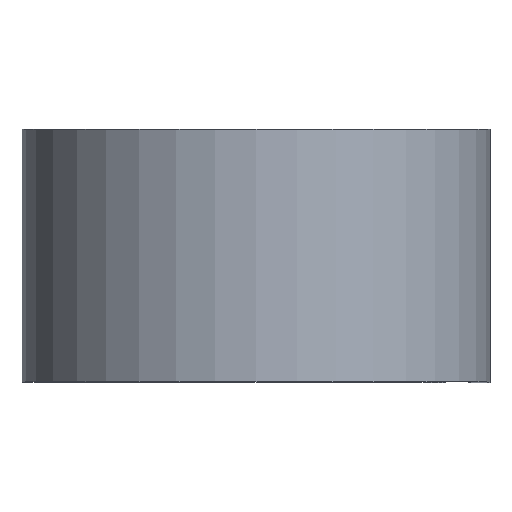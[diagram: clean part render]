
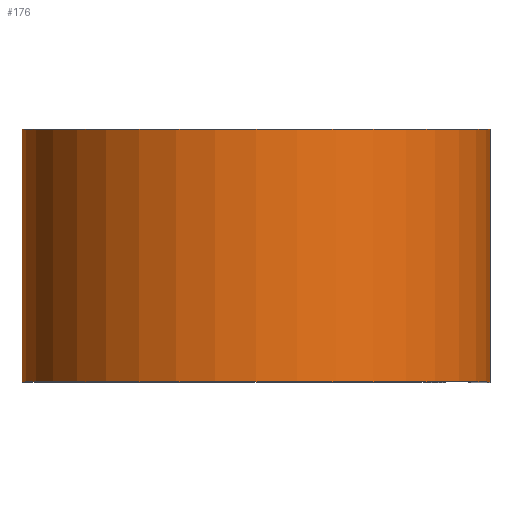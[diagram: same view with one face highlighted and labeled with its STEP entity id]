
A CAD part, top view. The second image highlights one B-rep face of the part: STEP entity #176.
In plain terms, the highlighted cylindrical face has radius 14.707 mm (diameter 29.413 mm), a partial arc.
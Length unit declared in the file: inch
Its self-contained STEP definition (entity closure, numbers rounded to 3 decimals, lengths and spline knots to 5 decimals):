
#15 = AXIS2_PLACEMENT_3D ( 'NONE', #281, #224, #250 ) ;
#18 = CARTESIAN_POINT ( 'NONE',  ( 0., 0.3125, -0.579 ) ) ;
#20 = CARTESIAN_POINT ( 'NONE',  ( 0.579, 0.3125, 0. ) ) ;
#34 = CARTESIAN_POINT ( 'NONE',  ( 0., 0.3125, 0. ) ) ;
#39 = LINE ( 'NONE', #18, #641 ) ;
#70 = DIRECTION ( 'NONE',  ( 0., -1., 0. ) ) ;
#71 = CARTESIAN_POINT ( 'NONE',  ( 0.579, -0.3125, 0. ) ) ;
#74 = DIRECTION ( 'NONE',  ( 0., -1., 0. ) ) ;
#99 = CARTESIAN_POINT ( 'NONE',  ( 0.579, 0.3125, 0. ) ) ;
#121 = CIRCLE ( 'NONE', #15, 0.579 ) ;
#158 = EDGE_CURVE ( 'NONE', #221, #316, #556, .T. ) ;
#161 = CIRCLE ( 'NONE', #310, 0.579 ) ;
#171 = CARTESIAN_POINT ( 'NONE',  ( 0., 0.3125, 0. ) ) ;
#176 = ADVANCED_FACE ( 'NONE', ( #570 ), #304, .T. ) ;
#221 = VERTEX_POINT ( 'NONE', #20 ) ;
#224 = DIRECTION ( 'NONE',  ( 0., 1., 0. ) ) ;
#226 = CARTESIAN_POINT ( 'NONE',  ( 0., -0.3125, -0.579 ) ) ;
#228 = EDGE_CURVE ( 'NONE', #396, #286, #39, .T. ) ;
#230 = AXIS2_PLACEMENT_3D ( 'NONE', #34, #74, #462 ) ;
#246 = ORIENTED_EDGE ( 'NONE', *, *, #228, .T. ) ;
#250 = DIRECTION ( 'NONE',  ( 1., 0., 0. ) ) ;
#258 = DIRECTION ( 'NONE',  ( 1., 0., 0. ) ) ;
#262 = EDGE_CURVE ( 'NONE', #396, #221, #161, .T. ) ;
#264 = DIRECTION ( 'NONE',  ( 0., 1., 0. ) ) ;
#281 = CARTESIAN_POINT ( 'NONE',  ( 0., -0.3125, 0. ) ) ;
#286 = VERTEX_POINT ( 'NONE', #226 ) ;
#304 = CYLINDRICAL_SURFACE ( 'NONE', #230, 0.579 ) ;
#310 = AXIS2_PLACEMENT_3D ( 'NONE', #171, #264, #258 ) ;
#316 = VERTEX_POINT ( 'NONE', #71 ) ;
#363 = EDGE_LOOP ( 'NONE', ( #735, #543, #513, #246 ) ) ;
#380 = DIRECTION ( 'NONE',  ( 0., -1., 0. ) ) ;
#396 = VERTEX_POINT ( 'NONE', #401 ) ;
#399 = EDGE_CURVE ( 'NONE', #286, #316, #121, .T. ) ;
#401 = CARTESIAN_POINT ( 'NONE',  ( 0., 0.3125, -0.579 ) ) ;
#462 = DIRECTION ( 'NONE',  ( 0., 0., -1. ) ) ;
#513 = ORIENTED_EDGE ( 'NONE', *, *, #262, .F. ) ;
#543 = ORIENTED_EDGE ( 'NONE', *, *, #158, .F. ) ;
#556 = LINE ( 'NONE', #99, #568 ) ;
#568 = VECTOR ( 'NONE', #70, 39.37008 ) ;
#570 = FACE_OUTER_BOUND ( 'NONE', #363, .T. ) ;
#641 = VECTOR ( 'NONE', #380, 39.37008 ) ;
#735 = ORIENTED_EDGE ( 'NONE', *, *, #399, .T. ) ;
